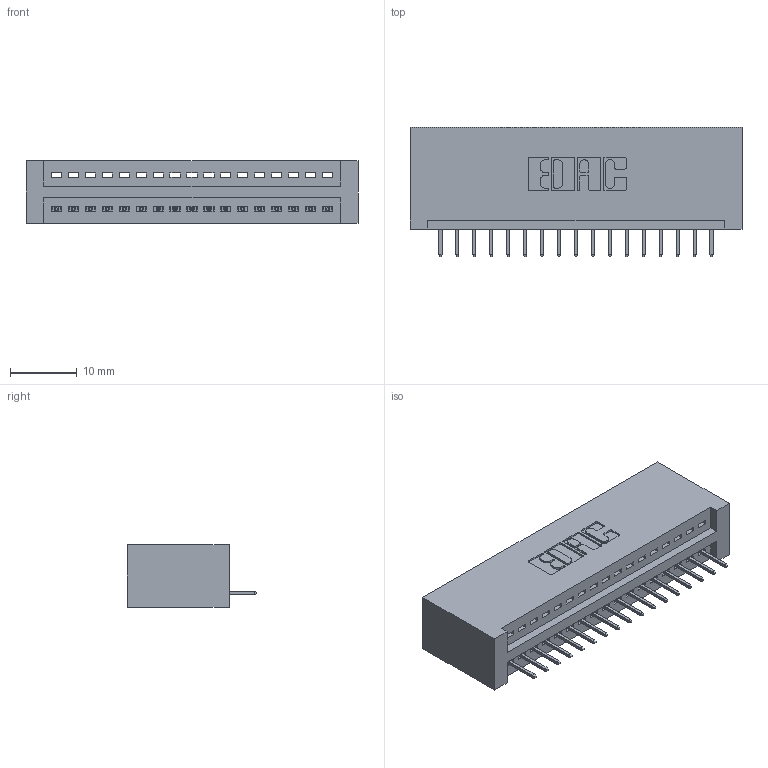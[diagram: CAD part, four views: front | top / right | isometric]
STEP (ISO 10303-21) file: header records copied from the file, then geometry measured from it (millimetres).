
FILE_DESCRIPTION (( 'STEP AP203' ), '1' );
FILE_NAME ('395-017-524-101.STEP', '2018-11-06T22:18:11', ( '' ), ( '' ), 'SwSTEP 2.0', 'SolidWorks 2016', '' );
FILE_SCHEMA (( 'CONFIG_CONTROL_DESIGN' ));
Length unit declared in the file: inch
Products named in the file (3): 395-017-524-101; 345-292-001_345-293-124; 345 Part_No Mounting Lugs
Assembly tree (18 placements, depth 2):
  395-017-524-101
    345 Part_No Mounting Lugs
    345-292-001_345-293-124  x17
Bounding box: 49.78 x 19.35 x 9.4 mm (x, y, z)
Volume: 5041 mm3; surface area: 6334.6 mm2
Topology: 18 solids, 18 shells, 1172 faces, 3377 edges, 2182 vertices
Faces by surface type: plane 858, cylinder 314
Entity records: 15957 total; most frequent: CARTESIAN_POINT 2771, ORIENTED_EDGE 2722, DIRECTION 2451, EDGE_CURVE 1361, VECTOR 1173, LINE 1173, VERTEX_POINT 902, AXIS2_PLACEMENT_3D 639
